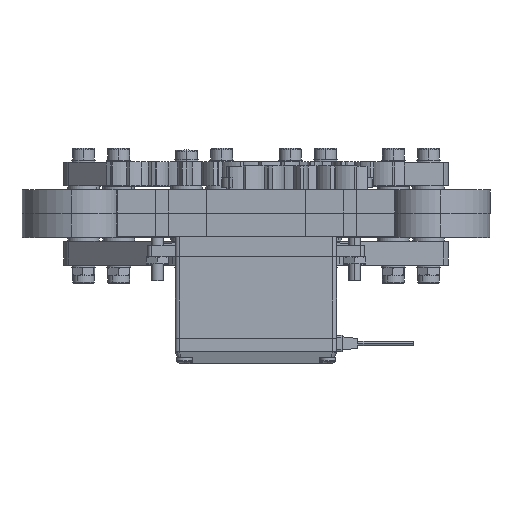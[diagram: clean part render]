
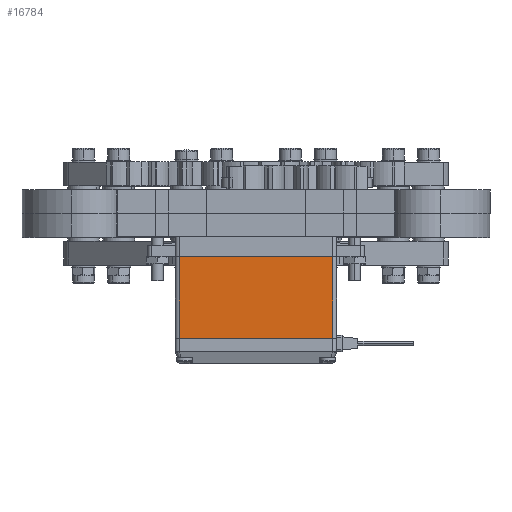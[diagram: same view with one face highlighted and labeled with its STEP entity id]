
A CAD part, top view. The second image highlights one B-rep face of the part: STEP entity #16784.
In plain terms, the highlighted face is planar.
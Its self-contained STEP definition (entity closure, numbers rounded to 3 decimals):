
#807 = ORIENTED_EDGE ( 'NONE', *, *, #18426, .T. ) ;
#1523 = DIRECTION ( 'NONE',  ( 0., -1., 0. ) ) ;
#5924 = CARTESIAN_POINT ( 'NONE',  ( 9.9, -10.25, -19.3 ) ) ;
#6155 = CARTESIAN_POINT ( 'NONE',  ( 9.9, -10.25, 19.3 ) ) ;
#6724 = LINE ( 'NONE', #37146, #25790 ) ;
#7148 = DIRECTION ( 'NONE',  ( 0., 1., 0. ) ) ;
#7846 = VECTOR ( 'NONE', #1523, 1000. ) ;
#8023 = DIRECTION ( 'NONE',  ( -1., 0., 0. ) ) ;
#8237 = PLANE ( 'NONE',  #39463 ) ;
#8589 = DIRECTION ( 'NONE',  ( 0., 0., -1. ) ) ;
#11033 = CARTESIAN_POINT ( 'NONE',  ( 9.9, 10.25, 19.3 ) ) ;
#12633 = VECTOR ( 'NONE', #36006, 1000. ) ;
#14261 = LINE ( 'NONE', #11033, #7846 ) ;
#14516 = CARTESIAN_POINT ( 'NONE',  ( 9.9, 10.25, 19.3 ) ) ;
#16720 = EDGE_CURVE ( 'NONE', #27628, #21114, #14261, .T. ) ;
#16784 = ADVANCED_FACE ( 'NONE', ( #27632 ), #8237, .F. ) ;
#16794 = CARTESIAN_POINT ( 'NONE',  ( 9.9, -10.25, -20.3 ) ) ;
#18426 = EDGE_CURVE ( 'NONE', #35557, #34338, #6724, .T. ) ;
#21114 = VERTEX_POINT ( 'NONE', #6155 ) ;
#21359 = CARTESIAN_POINT ( 'NONE',  ( 9.9, 10.25, -19.3 ) ) ;
#21385 = CARTESIAN_POINT ( 'NONE',  ( 9.9, 10.25, -20.3 ) ) ;
#23737 = ORIENTED_EDGE ( 'NONE', *, *, #26913, .F. ) ;
#25613 = CARTESIAN_POINT ( 'NONE',  ( 9.9, 10.25, -20.3 ) ) ;
#25790 = VECTOR ( 'NONE', #7148, 1000. ) ;
#26665 = ORIENTED_EDGE ( 'NONE', *, *, #16720, .T. ) ;
#26913 = EDGE_CURVE ( 'NONE', #27628, #34338, #41818, .T. ) ;
#27628 = VERTEX_POINT ( 'NONE', #14516 ) ;
#27632 = FACE_OUTER_BOUND ( 'NONE', #27669, .T. ) ;
#27669 = EDGE_LOOP ( 'NONE', ( #31830, #807, #23737, #26665 ) ) ;
#29454 = VECTOR ( 'NONE', #8589, 1000. ) ;
#31830 = ORIENTED_EDGE ( 'NONE', *, *, #42358, .T. ) ;
#34338 = VERTEX_POINT ( 'NONE', #21359 ) ;
#35557 = VERTEX_POINT ( 'NONE', #5924 ) ;
#36006 = DIRECTION ( 'NONE',  ( 0., 0., -1. ) ) ;
#36651 = LINE ( 'NONE', #16794, #12633 ) ;
#37146 = CARTESIAN_POINT ( 'NONE',  ( 9.9, 10.25, -19.3 ) ) ;
#39463 = AXIS2_PLACEMENT_3D ( 'NONE', #21385, #8023, #40813 ) ;
#40813 = DIRECTION ( 'NONE',  ( 0., 1., 0. ) ) ;
#41818 = LINE ( 'NONE', #25613, #29454 ) ;
#42358 = EDGE_CURVE ( 'NONE', #21114, #35557, #36651, .T. ) ;
